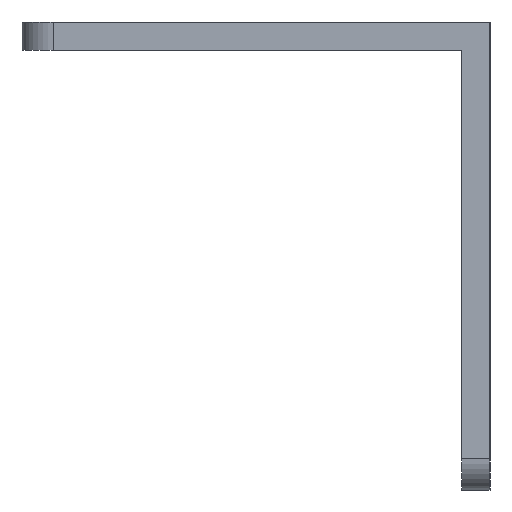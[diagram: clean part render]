
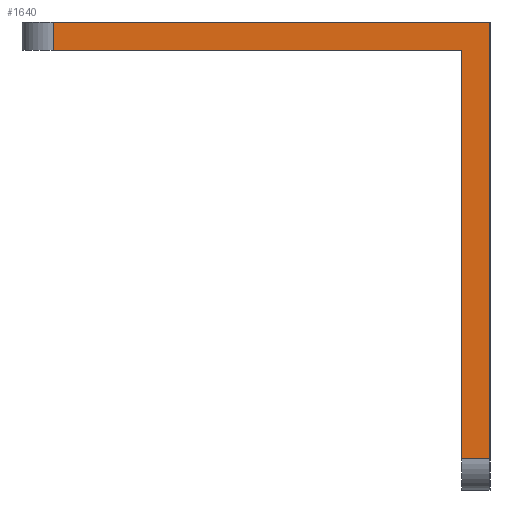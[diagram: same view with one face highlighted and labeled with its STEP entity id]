
A CAD part, left-side view. The second image highlights one B-rep face of the part: STEP entity #1640.
In plain terms, the highlighted planar face has unit normal (-1, 0, 0).
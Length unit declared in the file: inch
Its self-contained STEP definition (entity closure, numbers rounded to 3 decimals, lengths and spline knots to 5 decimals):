
#61 = ORIENTED_EDGE ( 'NONE', *, *, #303, .F. ) ;
#70 = VERTEX_POINT ( 'NONE', #212 ) ;
#212 = CARTESIAN_POINT ( 'NONE',  ( -0.75, 0.09, 0.66 ) ) ;
#228 = VECTOR ( 'NONE', #2875, 39.37008 ) ;
#256 = CARTESIAN_POINT ( 'NONE',  ( -0.75, 1.4, 0.75 ) ) ;
#269 = VECTOR ( 'NONE', #2823, 39.37008 ) ;
#303 = EDGE_CURVE ( 'NONE', #736, #1172, #762, .T. ) ;
#311 = LINE ( 'NONE', #1850, #228 ) ;
#331 = CARTESIAN_POINT ( 'NONE',  ( -0.75, 0., 0.75 ) ) ;
#459 = VECTOR ( 'NONE', #1452, 39.37008 ) ;
#516 = LINE ( 'NONE', #331, #2243 ) ;
#736 = VERTEX_POINT ( 'NONE', #256 ) ;
#762 = LINE ( 'NONE', #1942, #1359 ) ;
#1112 = CARTESIAN_POINT ( 'NONE',  ( -0.75, 0., 0.66 ) ) ;
#1172 = VERTEX_POINT ( 'NONE', #2932 ) ;
#1312 = LINE ( 'NONE', #1112, #1770 ) ;
#1353 = EDGE_CURVE ( 'NONE', #3289, #70, #1312, .T. ) ;
#1359 = VECTOR ( 'NONE', #2522, 39.37008 ) ;
#1364 = EDGE_CURVE ( 'NONE', #2413, #1172, #516, .T. ) ;
#1452 = DIRECTION ( 'NONE',  ( 0., -1., 0. ) ) ;
#1501 = LINE ( 'NONE', #3340, #269 ) ;
#1640 = ADVANCED_FACE ( 'NONE', ( #2149 ), #3205, .F. ) ;
#1770 = VECTOR ( 'NONE', #3087, 39.37008 ) ;
#1850 = CARTESIAN_POINT ( 'NONE',  ( -0.75, 0.09, 0.75 ) ) ;
#1942 = CARTESIAN_POINT ( 'NONE',  ( -0.75, 0.09, 0.75 ) ) ;
#2076 = ORIENTED_EDGE ( 'NONE', *, *, #1364, .T. ) ;
#2114 = CARTESIAN_POINT ( 'NONE',  ( -0.75, 0.09, 0.75 ) ) ;
#2147 = EDGE_CURVE ( 'NONE', #2845, #70, #311, .T. ) ;
#2149 = FACE_OUTER_BOUND ( 'NONE', #2192, .T. ) ;
#2192 = EDGE_LOOP ( 'NONE', ( #2231, #3290, #2076, #61, #3459, #3522 ) ) ;
#2229 = DIRECTION ( 'NONE',  ( 0., 0., 1. ) ) ;
#2231 = ORIENTED_EDGE ( 'NONE', *, *, #2147, .F. ) ;
#2243 = VECTOR ( 'NONE', #2229, 39.37008 ) ;
#2267 = CARTESIAN_POINT ( 'NONE',  ( -0.75, 1.4, 0.66 ) ) ;
#2302 = CARTESIAN_POINT ( 'NONE',  ( -0.75, 0.09, -0.65 ) ) ;
#2309 = EDGE_CURVE ( 'NONE', #736, #3289, #1501, .T. ) ;
#2413 = VERTEX_POINT ( 'NONE', #3533 ) ;
#2522 = DIRECTION ( 'NONE',  ( 0., -1., 0. ) ) ;
#2548 = CARTESIAN_POINT ( 'NONE',  ( -0.75, 0.09, -0.65 ) ) ;
#2727 = EDGE_CURVE ( 'NONE', #2845, #2413, #3063, .T. ) ;
#2823 = DIRECTION ( 'NONE',  ( 0., 0., -1. ) ) ;
#2845 = VERTEX_POINT ( 'NONE', #2302 ) ;
#2875 = DIRECTION ( 'NONE',  ( 0., 0., 1. ) ) ;
#2932 = CARTESIAN_POINT ( 'NONE',  ( -0.75, 0., 0.75 ) ) ;
#2951 = DIRECTION ( 'NONE',  ( 1., 0., 0. ) ) ;
#2962 = AXIS2_PLACEMENT_3D ( 'NONE', #2114, #2951, #3470 ) ;
#3063 = LINE ( 'NONE', #2548, #459 ) ;
#3087 = DIRECTION ( 'NONE',  ( 0., -1., 0. ) ) ;
#3205 = PLANE ( 'NONE',  #2962 ) ;
#3289 = VERTEX_POINT ( 'NONE', #2267 ) ;
#3290 = ORIENTED_EDGE ( 'NONE', *, *, #2727, .T. ) ;
#3340 = CARTESIAN_POINT ( 'NONE',  ( -0.75, 1.4, 0.66 ) ) ;
#3459 = ORIENTED_EDGE ( 'NONE', *, *, #2309, .T. ) ;
#3470 = DIRECTION ( 'NONE',  ( 0., 0., -1. ) ) ;
#3522 = ORIENTED_EDGE ( 'NONE', *, *, #1353, .T. ) ;
#3533 = CARTESIAN_POINT ( 'NONE',  ( -0.75, 0., -0.65 ) ) ;
